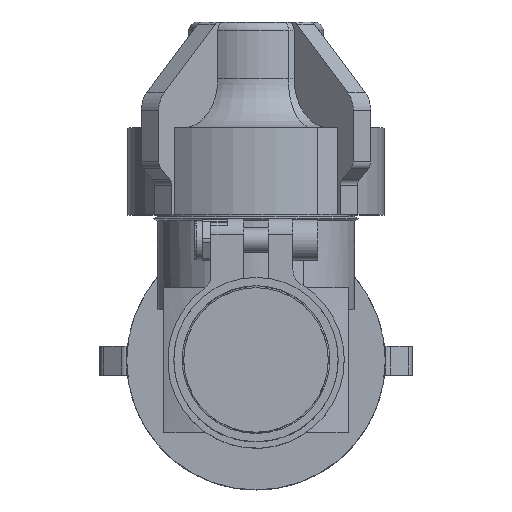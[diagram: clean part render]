
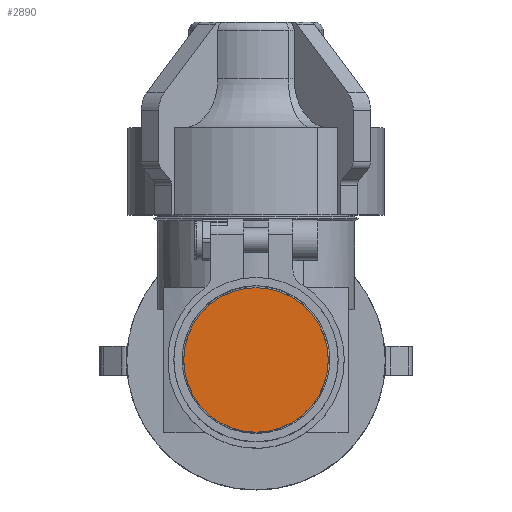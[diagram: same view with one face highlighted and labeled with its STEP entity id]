
A CAD part, top view. The second image highlights one B-rep face of the part: STEP entity #2890.
In plain terms, the highlighted planar face has unit normal (0, 0, 1).
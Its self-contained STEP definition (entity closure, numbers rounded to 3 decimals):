
#124 = CIRCLE ( 'NONE', #4334, 6.16 ) ;
#411 = FACE_OUTER_BOUND ( 'NONE', #3288, .T. ) ;
#456 = DIRECTION ( 'NONE',  ( 1., 0., 0. ) ) ;
#473 = DIRECTION ( 'NONE',  ( 1., 0., 0. ) ) ;
#946 = PLANE ( 'NONE',  #2795 ) ;
#1317 = DIRECTION ( 'NONE',  ( 1., 0., 0. ) ) ;
#2311 = CARTESIAN_POINT ( 'NONE',  ( -6.16, 0., -79.45 ) ) ;
#2795 = AXIS2_PLACEMENT_3D ( 'NONE', #5354, #5480, #456 ) ;
#2855 = VERTEX_POINT ( 'NONE', #4037 ) ;
#2890 = ADVANCED_FACE ( 'NONE', ( #411 ), #946, .T. ) ;
#3200 = CIRCLE ( 'NONE', #5046, 6.16 ) ;
#3288 = EDGE_LOOP ( 'NONE', ( #7393, #4741 ) ) ;
#4037 = CARTESIAN_POINT ( 'NONE',  ( 6.16, 0., -79.45 ) ) ;
#4087 = EDGE_CURVE ( 'NONE', #2855, #5590, #3200, .T. ) ;
#4334 = AXIS2_PLACEMENT_3D ( 'NONE', #4487, #6998, #1317 ) ;
#4487 = CARTESIAN_POINT ( 'NONE',  ( 0., 0., -79.45 ) ) ;
#4606 = EDGE_CURVE ( 'NONE', #5590, #2855, #124, .T. ) ;
#4741 = ORIENTED_EDGE ( 'NONE', *, *, #4606, .T. ) ;
#4840 = CARTESIAN_POINT ( 'NONE',  ( 0., 0., -79.45 ) ) ;
#5046 = AXIS2_PLACEMENT_3D ( 'NONE', #4840, #7998, #473 ) ;
#5354 = CARTESIAN_POINT ( 'NONE',  ( 0., 0., -79.45 ) ) ;
#5480 = DIRECTION ( 'NONE',  ( 0., 0., 1. ) ) ;
#5590 = VERTEX_POINT ( 'NONE', #2311 ) ;
#6998 = DIRECTION ( 'NONE',  ( 0., 0., 1. ) ) ;
#7393 = ORIENTED_EDGE ( 'NONE', *, *, #4087, .T. ) ;
#7998 = DIRECTION ( 'NONE',  ( 0., 0., 1. ) ) ;
